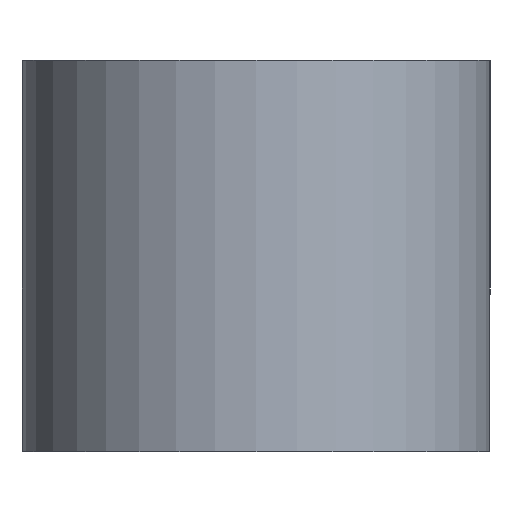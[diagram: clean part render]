
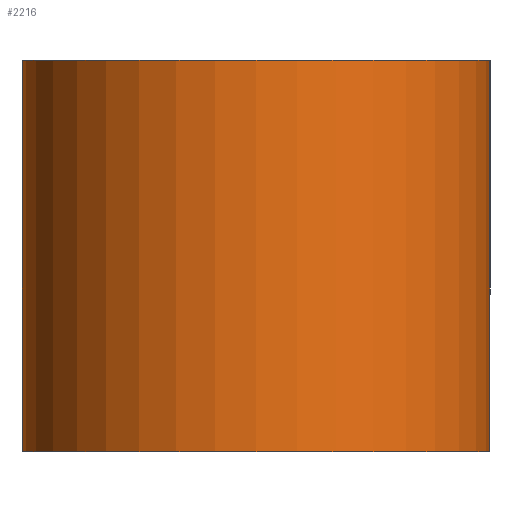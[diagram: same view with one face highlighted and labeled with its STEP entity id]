
A CAD part, left-side view. The second image highlights one B-rep face of the part: STEP entity #2216.
In plain terms, the highlighted cylindrical face has radius 4 mm (diameter 8 mm), a full revolution.
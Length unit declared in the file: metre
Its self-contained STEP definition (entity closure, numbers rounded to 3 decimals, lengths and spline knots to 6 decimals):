
#25=CYLINDRICAL_SURFACE('',#2459,0.004);
#193=LINE('',#3713,#401);
#196=LINE('',#3719,#404);
#401=VECTOR('',#2913,1.);
#404=VECTOR('',#2918,1.);
#728=ORIENTED_EDGE('',*,*,#1409,.T.);
#729=ORIENTED_EDGE('',*,*,#1304,.F.);
#730=ORIENTED_EDGE('',*,*,#1412,.F.);
#731=ORIENTED_EDGE('',*,*,#1413,.F.);
#732=ORIENTED_EDGE('',*,*,#1193,.T.);
#1193=EDGE_CURVE('',#1536,#1536,#1767,.T.);
#1304=EDGE_CURVE('',#1647,#1648,#1823,.T.);
#1409=EDGE_CURVE('',#1752,#1648,#193,.T.);
#1412=EDGE_CURVE('',#1754,#1647,#196,.T.);
#1413=EDGE_CURVE('',#1752,#1754,#1877,.T.);
#1536=VERTEX_POINT('',#3262);
#1647=VERTEX_POINT('',#3500);
#1648=VERTEX_POINT('',#3502);
#1752=VERTEX_POINT('',#3714);
#1754=VERTEX_POINT('',#3720);
#1767=CIRCLE('',#2345,0.004);
#1823=CIRCLE('',#2402,0.004);
#1877=CIRCLE('',#2460,0.004);
#1897=EDGE_LOOP('',(#728,#729,#730,#731));
#1898=EDGE_LOOP('',(#732));
#2031=FACE_BOUND('',#1897,.T.);
#2032=FACE_BOUND('',#1898,.T.);
#2216=ADVANCED_FACE('',(#2031,#2032),#25,.T.);
#2345=AXIS2_PLACEMENT_3D('',#3261,#2583,#2584);
#2402=AXIS2_PLACEMENT_3D('',#3501,#2748,#2749);
#2459=AXIS2_PLACEMENT_3D('',#3718,#2916,#2917);
#2460=AXIS2_PLACEMENT_3D('',#3721,#2919,#2920);
#2583=DIRECTION('',(0.,0.,1.));
#2584=DIRECTION('',(1.,0.,0.));
#2748=DIRECTION('',(0.,0.,1.));
#2749=DIRECTION('',(1.,0.,0.));
#2913=DIRECTION('',(0.,0.,-1.));
#2916=DIRECTION('',(0.,0.,-1.));
#2917=DIRECTION('',(-1.,0.,0.));
#2918=DIRECTION('',(0.,0.,-1.));
#2919=DIRECTION('',(0.,0.,1.));
#2920=DIRECTION('',(1.,0.,0.));
#3261=CARTESIAN_POINT('',(0.,0.,-0.0027));
#3262=CARTESIAN_POINT('',(0.004,0.,-0.0027));
#3500=CARTESIAN_POINT('',(0.,-0.004,0.));
#3501=CARTESIAN_POINT('',(0.,0.,0.));
#3502=CARTESIAN_POINT('',(0.,0.004,0.));
#3713=CARTESIAN_POINT('',(0.,0.004,0.004));
#3714=CARTESIAN_POINT('',(0.,0.004,0.004));
#3718=CARTESIAN_POINT('',(0.,0.,0.004));
#3719=CARTESIAN_POINT('',(0.,-0.004,0.004));
#3720=CARTESIAN_POINT('',(0.,-0.004,0.004));
#3721=CARTESIAN_POINT('',(0.,0.,0.004));
